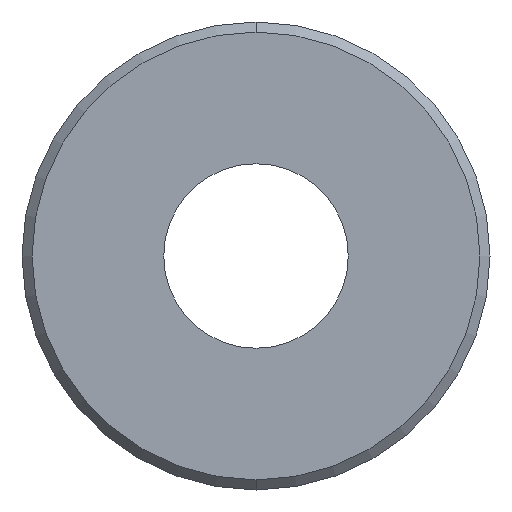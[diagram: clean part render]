
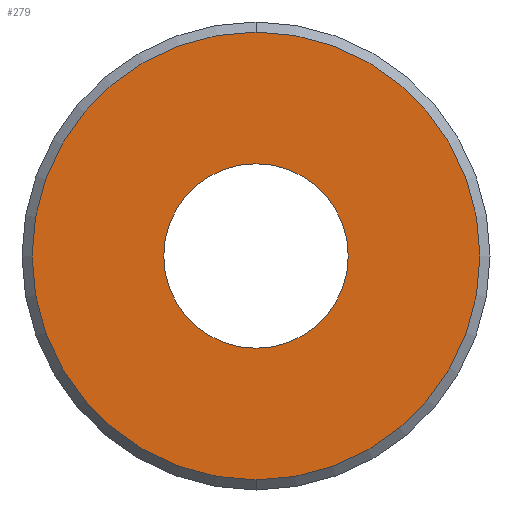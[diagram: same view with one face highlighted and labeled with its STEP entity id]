
A CAD part, front view. The second image highlights one B-rep face of the part: STEP entity #279.
In plain terms, the highlighted planar face has unit normal (0, -1, 0).
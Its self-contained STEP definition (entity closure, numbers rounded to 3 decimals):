
#118 = VERTEX_POINT ( 'NONE', #547 ) ;
#119 = VERTEX_POINT ( 'NONE', #546 ) ;
#124 = EDGE_CURVE ( 'NONE', #118, #119, #533, .T. ) ;
#197 = VERTEX_POINT ( 'NONE', #568 ) ;
#201 = EDGE_CURVE ( 'NONE', #205, #197, #648, .T. ) ;
#205 = VERTEX_POINT ( 'NONE', #642 ) ;
#271 = ORIENTED_EDGE ( 'NONE', *, *, #124, .T. ) ;
#272 = EDGE_CURVE ( 'NONE', #197, #205, #941, .T. ) ;
#273 = ORIENTED_EDGE ( 'NONE', *, *, #272, .T. ) ;
#274 = ORIENTED_EDGE ( 'NONE', *, *, #278, .T. ) ;
#276 = EDGE_LOOP ( 'NONE', ( #274, #271 ) ) ;
#277 = EDGE_LOOP ( 'NONE', ( #273, #280 ) ) ;
#278 = EDGE_CURVE ( 'NONE', #119, #118, #842, .T. ) ;
#279 = ADVANCED_FACE ( 'NONE', ( #837, #836 ), #835, .T. ) ;
#280 = ORIENTED_EDGE ( 'NONE', *, *, #201, .T. ) ;
#529 = DIRECTION ( 'NONE',  ( 0., 0., 1. ) ) ;
#530 = DIRECTION ( 'NONE',  ( 0., 1., 0. ) ) ;
#531 = CARTESIAN_POINT ( 'NONE',  ( 0., 0., 0. ) ) ;
#532 = AXIS2_PLACEMENT_3D ( 'NONE', #531, #530, #529 ) ;
#533 = CIRCLE ( 'NONE', #532, 2.75 ) ;
#546 = CARTESIAN_POINT ( 'NONE',  ( 0., 0., 2.75 ) ) ;
#547 = CARTESIAN_POINT ( 'NONE',  ( 0., 0., -2.75 ) ) ;
#568 = CARTESIAN_POINT ( 'NONE',  ( 0., 0., 6.675 ) ) ;
#642 = CARTESIAN_POINT ( 'NONE',  ( 0., 0., -6.675 ) ) ;
#644 = DIRECTION ( 'NONE',  ( 0., 0., -1. ) ) ;
#645 = DIRECTION ( 'NONE',  ( 0., -1., 0. ) ) ;
#646 = CARTESIAN_POINT ( 'NONE',  ( 0., 0., 0. ) ) ;
#647 = AXIS2_PLACEMENT_3D ( 'NONE', #646, #645, #644 ) ;
#648 = CIRCLE ( 'NONE', #647, 6.675 ) ;
#830 = DIRECTION ( 'NONE',  ( 0., 0., -1. ) ) ;
#831 = DIRECTION ( 'NONE',  ( 0., -1., 0. ) ) ;
#832 = CARTESIAN_POINT ( 'NONE',  ( 6.675, 0., 0. ) ) ;
#834 = AXIS2_PLACEMENT_3D ( 'NONE', #832, #831, #830 ) ;
#835 = PLANE ( 'NONE',  #834 ) ;
#836 = FACE_OUTER_BOUND ( 'NONE', #277, .T. ) ;
#837 = FACE_BOUND ( 'NONE', #276, .T. ) ;
#838 = DIRECTION ( 'NONE',  ( 0., 0., 1. ) ) ;
#839 = DIRECTION ( 'NONE',  ( 0., 1., 0. ) ) ;
#840 = CARTESIAN_POINT ( 'NONE',  ( 0., 0., 0. ) ) ;
#841 = AXIS2_PLACEMENT_3D ( 'NONE', #840, #839, #838 ) ;
#842 = CIRCLE ( 'NONE', #841, 2.75 ) ;
#937 = DIRECTION ( 'NONE',  ( 0., 0., -1. ) ) ;
#938 = DIRECTION ( 'NONE',  ( 0., -1., 0. ) ) ;
#939 = CARTESIAN_POINT ( 'NONE',  ( 0., 0., 0. ) ) ;
#940 = AXIS2_PLACEMENT_3D ( 'NONE', #939, #938, #937 ) ;
#941 = CIRCLE ( 'NONE', #940, 6.675 ) ;
